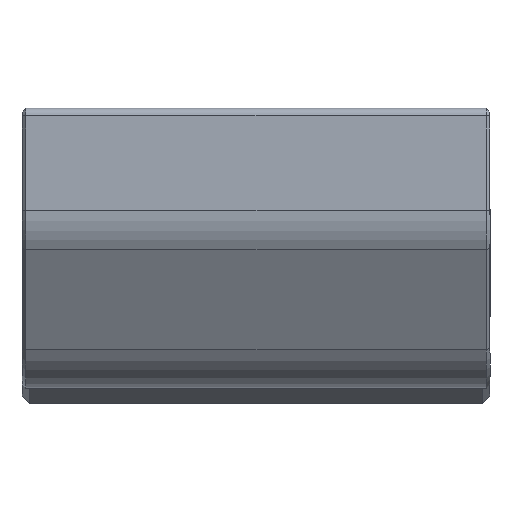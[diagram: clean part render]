
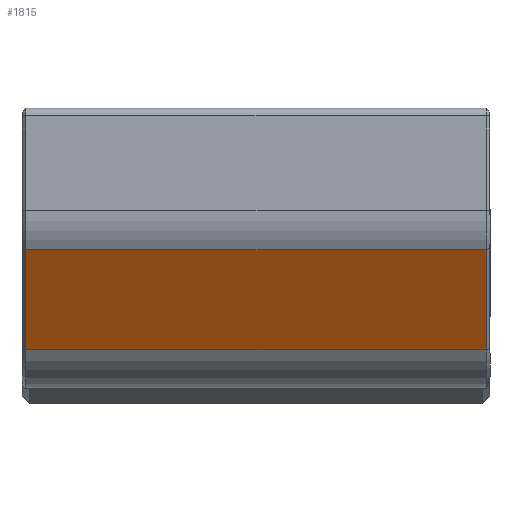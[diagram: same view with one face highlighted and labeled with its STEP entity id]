
A CAD part, left-side view. The second image highlights one B-rep face of the part: STEP entity #1815.
In plain terms, the highlighted planar face has unit normal (-0.862, 0, -0.507).
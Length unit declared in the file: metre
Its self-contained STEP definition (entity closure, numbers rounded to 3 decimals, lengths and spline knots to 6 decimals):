
#118=ORIENTED_EDGE('',*,*,#654,.T.);
#119=ORIENTED_EDGE('',*,*,#655,.T.);
#120=ORIENTED_EDGE('',*,*,#656,.T.);
#121=ORIENTED_EDGE('',*,*,#657,.T.);
#654=EDGE_CURVE('',#922,#923,#1070,.F.);
#655=EDGE_CURVE('',#923,#924,#1071,.T.);
#656=EDGE_CURVE('',#924,#925,#1072,.T.);
#657=EDGE_CURVE('',#925,#922,#1073,.T.);
#922=VERTEX_POINT('',#2705);
#923=VERTEX_POINT('',#2706);
#924=VERTEX_POINT('',#2708);
#925=VERTEX_POINT('',#2710);
#1070=LINE('',#2704,#1286);
#1071=LINE('',#2707,#1287);
#1072=LINE('',#2709,#1288);
#1073=LINE('',#2711,#1289);
#1286=VECTOR('',#2135,1.);
#1287=VECTOR('',#2136,1.);
#1288=VECTOR('',#2137,1.);
#1289=VECTOR('',#2138,1.);
#1497=EDGE_LOOP('',(#118,#119,#120,#121));
#1619=FACE_BOUND('',#1497,.T.);
#1741=PLANE('',#1950);
#1815=ADVANCED_FACE('',(#1619),#1741,.T.);
#1950=AXIS2_PLACEMENT_3D('',#2703,#2133,#2134);
#2133=DIRECTION('',(-0.862,0.,-0.507));
#2134=DIRECTION('',(-0.507,0.,0.862));
#2135=DIRECTION('',(0.,-1.,0.));
#2136=DIRECTION('',(0.507,0.,-0.862));
#2137=DIRECTION('',(0.,-1.,0.));
#2138=DIRECTION('',(-0.507,0.,0.862));
#2703=CARTESIAN_POINT('',(-0.098518,0.051482,0.009927));
#2704=CARTESIAN_POINT('',(-0.100786,0.051482,0.013779));
#2705=CARTESIAN_POINT('',(-0.100786,0.021732,0.013779));
#2706=CARTESIAN_POINT('',(-0.100786,0.051232,0.013779));
#2707=CARTESIAN_POINT('',(-0.098518,0.051232,0.009927));
#2708=CARTESIAN_POINT('',(-0.097008,0.051232,0.007364));
#2709=CARTESIAN_POINT('',(-0.097008,0.051482,0.007364));
#2710=CARTESIAN_POINT('',(-0.097008,0.021732,0.007364));
#2711=CARTESIAN_POINT('',(-0.100786,0.021732,0.013779));
